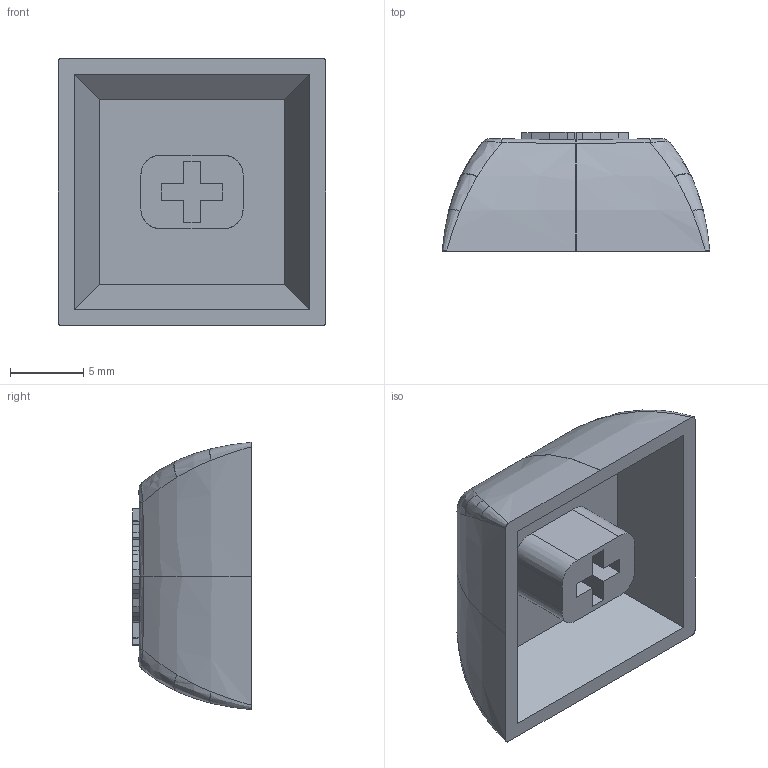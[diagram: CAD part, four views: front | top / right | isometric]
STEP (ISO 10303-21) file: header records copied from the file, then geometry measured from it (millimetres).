
FILE_DESCRIPTION(/* description */ (''),/* implementation_level */ '2;1');
FILE_NAME(/* name */ 'e1f62f0a-0147-4016-88ed-1e1c76b9f4af.stp',/* time_stamp */ '2026-02-15T05:09:13Z',/* author */ (''),/* organization */ (''),/* preprocessor_version */ 'ST-DEVELOPER v20.1',/* originating_system */ 'Autodesk Translation Framework v14.24.0.0',/* authorisation */ '');
FILE_SCHEMA (('AUTOMOTIVE_DESIGN { 1 0 10303 214 3 1 1 }'));
Length unit declared in the file: millimetre
Products named in the file (2): Elden ring keycap; 2026-02-15-10-17-39-021
Assembly tree (1 placements, depth 2):
  Elden ring keycap
    2026-02-15-10-17-39-021
Bounding box: 18.32 x 8.12 x 18.3 mm (x, y, z)
Volume: 1177.1 mm3; surface area: 1485.6 mm2
Topology: 1 solids, 1 shells, 552 faces, 1383 edges, 841 vertices
Faces by surface type: plane 476, bspline 76
Entity records: 19427 total; most frequent: CARTESIAN_POINT 7584, ORIENTED_EDGE 2766, DIRECTION 1833, EDGE_CURVE 1383, LINE 875, VECTOR 875, VERTEX_POINT 841, EDGE_LOOP 566
